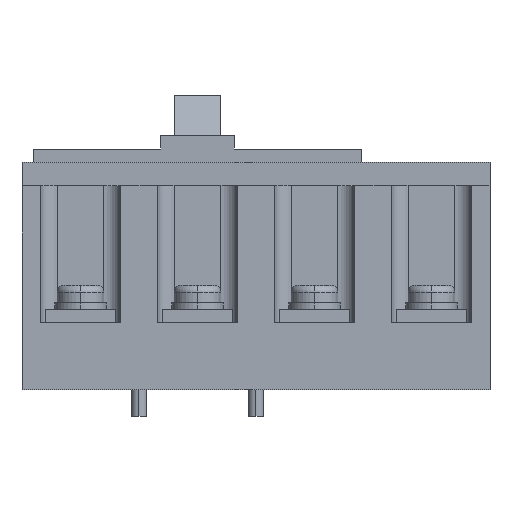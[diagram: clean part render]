
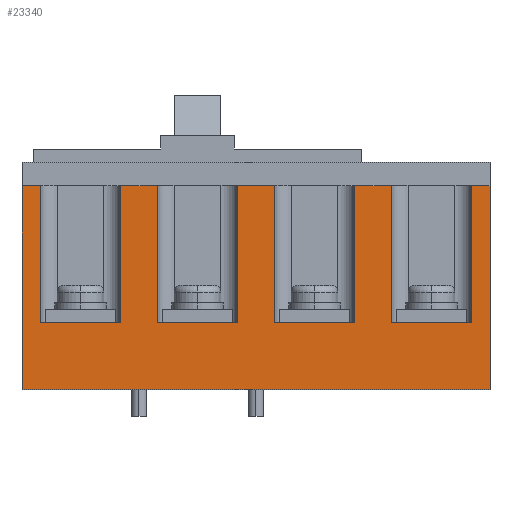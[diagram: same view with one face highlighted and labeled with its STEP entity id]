
A CAD part, front view. The second image highlights one B-rep face of the part: STEP entity #23340.
In plain terms, the highlighted planar face has unit normal (0, -1, 0).
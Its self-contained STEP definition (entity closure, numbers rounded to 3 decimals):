
#18430=CARTESIAN_POINT('',(140.,0.,-76.));
#18440=VERTEX_POINT('',#18430);
#18470=CARTESIAN_POINT('',(140.,0.,-15.));
#18480=DIRECTION('',(0.,0.,-1.));
#18490=VECTOR('',#18480,1.);
#18500=LINE('',#18470,#18490);
#18510=CARTESIAN_POINT('',(140.,0.,-15.));
#18520=VERTEX_POINT('',#18510);
#18530=EDGE_CURVE('',#18520,#18440,#18500,.T.);
#20500=CARTESIAN_POINT('',(0.,0.,-15.));
#20510=VERTEX_POINT('',#20500);
#20540=CARTESIAN_POINT('',(0.,0.,0.));
#20550=DIRECTION('',(0.,0.,-1.));
#20560=VECTOR('',#20550,1.);
#20570=LINE('',#20540,#20560);
#20580=CARTESIAN_POINT('',(0.,0.,-76.));
#20590=VERTEX_POINT('',#20580);
#20600=EDGE_CURVE('',#20510,#20590,#20570,.T.);
#22010=CARTESIAN_POINT('',(140.,0.,-76.));
#22020=DIRECTION('',(0.,1.,0.));
#22030=DIRECTION('',(0.,0.,-1.));
#22040=AXIS2_PLACEMENT_3D('',#22010,#22020,#22030);
#22050=PLANE('',#22040);
#22060=CARTESIAN_POINT('',(5.5,0.,0.));
#22070=DIRECTION('',(0.,0.,-1.));
#22080=VECTOR('',#22070,1.);
#22090=LINE('',#22060,#22080);
#22100=CARTESIAN_POINT('',(5.5,0.,-15.));
#22110=VERTEX_POINT('',#22100);
#22120=CARTESIAN_POINT('',(5.5,0.,-56.));
#22130=VERTEX_POINT('',#22120);
#22140=EDGE_CURVE('',#22110,#22130,#22090,.T.);
#22150=ORIENTED_EDGE('',*,*,#22140,.F.);
#22160=CARTESIAN_POINT('',(0.,0.,-56.));
#22170=DIRECTION('',(1.,0.,0.));
#22180=VECTOR('',#22170,1.);
#22190=LINE('',#22160,#22180);
#22200=CARTESIAN_POINT('',(29.5,0.,-56.));
#22210=VERTEX_POINT('',#22200);
#22220=EDGE_CURVE('',#22130,#22210,#22190,.T.);
#22230=ORIENTED_EDGE('',*,*,#22220,.F.);
#22240=CARTESIAN_POINT('',(29.5,0.,0.));
#22250=DIRECTION('',(0.,0.,1.));
#22260=VECTOR('',#22250,1.);
#22270=LINE('',#22240,#22260);
#22280=CARTESIAN_POINT('',(29.5,0.,-15.));
#22290=VERTEX_POINT('',#22280);
#22300=EDGE_CURVE('',#22210,#22290,#22270,.T.);
#22310=ORIENTED_EDGE('',*,*,#22300,.F.);
#22320=CARTESIAN_POINT('',(0.,0.,-15.));
#22330=DIRECTION('',(-1.,0.,0.));
#22340=VECTOR('',#22330,1.);
#22350=LINE('',#22320,#22340);
#22360=CARTESIAN_POINT('',(40.5,0.,-15.));
#22370=VERTEX_POINT('',#22360);
#22380=EDGE_CURVE('',#22370,#22290,#22350,.T.);
#22390=ORIENTED_EDGE('',*,*,#22380,.T.);
#22400=CARTESIAN_POINT('',(40.5,0.,0.));
#22410=DIRECTION('',(0.,0.,-1.));
#22420=VECTOR('',#22410,1.);
#22430=LINE('',#22400,#22420);
#22440=CARTESIAN_POINT('',(40.5,0.,-56.));
#22450=VERTEX_POINT('',#22440);
#22460=EDGE_CURVE('',#22370,#22450,#22430,.T.);
#22470=ORIENTED_EDGE('',*,*,#22460,.F.);
#22480=CARTESIAN_POINT('',(0.,0.,-56.));
#22490=DIRECTION('',(1.,0.,0.));
#22500=VECTOR('',#22490,1.);
#22510=LINE('',#22480,#22500);
#22520=CARTESIAN_POINT('',(64.5,0.,-56.));
#22530=VERTEX_POINT('',#22520);
#22540=EDGE_CURVE('',#22450,#22530,#22510,.T.);
#22550=ORIENTED_EDGE('',*,*,#22540,.F.);
#22560=CARTESIAN_POINT('',(64.5,0.,0.));
#22570=DIRECTION('',(0.,0.,1.));
#22580=VECTOR('',#22570,1.);
#22590=LINE('',#22560,#22580);
#22600=CARTESIAN_POINT('',(64.5,0.,-15.));
#22610=VERTEX_POINT('',#22600);
#22620=EDGE_CURVE('',#22530,#22610,#22590,.T.);
#22630=ORIENTED_EDGE('',*,*,#22620,.F.);
#22640=CARTESIAN_POINT('',(75.5,0.,-15.));
#22650=VERTEX_POINT('',#22640);
#22660=EDGE_CURVE('',#22650,#22610,#22350,.T.);
#22670=ORIENTED_EDGE('',*,*,#22660,.T.);
#22680=CARTESIAN_POINT('',(75.5,0.,0.));
#22690=DIRECTION('',(0.,0.,-1.));
#22700=VECTOR('',#22690,1.);
#22710=LINE('',#22680,#22700);
#22720=CARTESIAN_POINT('',(75.5,0.,-56.));
#22730=VERTEX_POINT('',#22720);
#22740=EDGE_CURVE('',#22650,#22730,#22710,.T.);
#22750=ORIENTED_EDGE('',*,*,#22740,.F.);
#22760=CARTESIAN_POINT('',(0.,0.,-56.));
#22770=DIRECTION('',(1.,0.,0.));
#22780=VECTOR('',#22770,1.);
#22790=LINE('',#22760,#22780);
#22800=CARTESIAN_POINT('',(99.5,0.,-56.));
#22810=VERTEX_POINT('',#22800);
#22820=EDGE_CURVE('',#22730,#22810,#22790,.T.);
#22830=ORIENTED_EDGE('',*,*,#22820,.F.);
#22840=CARTESIAN_POINT('',(99.5,0.,0.));
#22850=DIRECTION('',(0.,0.,1.));
#22860=VECTOR('',#22850,1.);
#22870=LINE('',#22840,#22860);
#22880=CARTESIAN_POINT('',(99.5,0.,-15.));
#22890=VERTEX_POINT('',#22880);
#22900=EDGE_CURVE('',#22810,#22890,#22870,.T.);
#22910=ORIENTED_EDGE('',*,*,#22900,.F.);
#22920=CARTESIAN_POINT('',(110.5,0.,-15.));
#22930=VERTEX_POINT('',#22920);
#22940=EDGE_CURVE('',#22930,#22890,#22350,.T.);
#22950=ORIENTED_EDGE('',*,*,#22940,.T.);
#22960=CARTESIAN_POINT('',(110.5,0.,0.));
#22970=DIRECTION('',(0.,0.,-1.));
#22980=VECTOR('',#22970,1.);
#22990=LINE('',#22960,#22980);
#23000=CARTESIAN_POINT('',(110.5,0.,-56.));
#23010=VERTEX_POINT('',#23000);
#23020=EDGE_CURVE('',#22930,#23010,#22990,.T.);
#23030=ORIENTED_EDGE('',*,*,#23020,.F.);
#23040=CARTESIAN_POINT('',(0.,0.,-56.));
#23050=DIRECTION('',(1.,0.,0.));
#23060=VECTOR('',#23050,1.);
#23070=LINE('',#23040,#23060);
#23080=CARTESIAN_POINT('',(134.5,0.,-56.));
#23090=VERTEX_POINT('',#23080);
#23100=EDGE_CURVE('',#23010,#23090,#23070,.T.);
#23110=ORIENTED_EDGE('',*,*,#23100,.F.);
#23120=CARTESIAN_POINT('',(134.5,0.,0.));
#23130=DIRECTION('',(0.,0.,1.));
#23140=VECTOR('',#23130,1.);
#23150=LINE('',#23120,#23140);
#23160=CARTESIAN_POINT('',(134.5,0.,-15.));
#23170=VERTEX_POINT('',#23160);
#23180=EDGE_CURVE('',#23090,#23170,#23150,.T.);
#23190=ORIENTED_EDGE('',*,*,#23180,.F.);
#23200=EDGE_CURVE('',#18520,#23170,#22350,.T.);
#23210=ORIENTED_EDGE('',*,*,#23200,.T.);
#23220=ORIENTED_EDGE('',*,*,#18530,.F.);
#23230=CARTESIAN_POINT('',(0.,0.,-76.));
#23240=DIRECTION('',(-1.,0.,0.));
#23250=VECTOR('',#23240,1.);
#23260=LINE('',#23230,#23250);
#23270=EDGE_CURVE('',#18440,#20590,#23260,.T.);
#23280=ORIENTED_EDGE('',*,*,#23270,.F.);
#23290=ORIENTED_EDGE('',*,*,#20600,.T.);
#23300=EDGE_CURVE('',#22110,#20510,#22350,.T.);
#23310=ORIENTED_EDGE('',*,*,#23300,.T.);
#23320=EDGE_LOOP('',(#23310,#23290,#23280,#23220,#23210,#23190,#23110,
#23030,#22950,#22910,#22830,#22750,#22670,#22630,#22550,#22470,#22390,
#22310,#22230,#22150));
#23330=FACE_OUTER_BOUND('',#23320,.T.);
#23340=ADVANCED_FACE('',(#23330),#22050,.F.);
